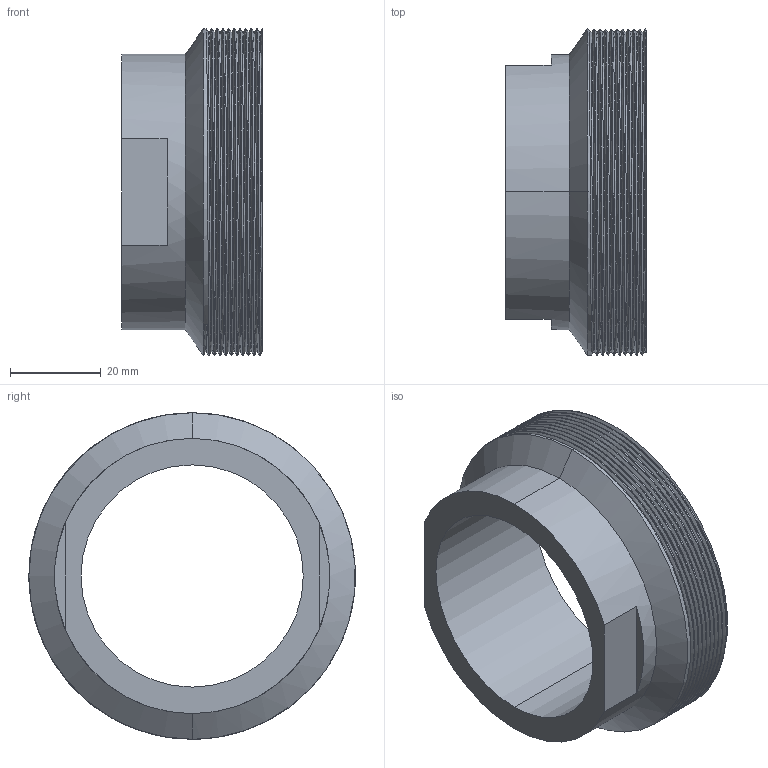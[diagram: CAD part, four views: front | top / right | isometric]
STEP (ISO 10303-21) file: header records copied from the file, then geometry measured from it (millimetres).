
FILE_DESCRIPTION (( 'STEP AP203' ), '1' );
FILE_NAME ('3D_R9366_40_17112350.STEP', '2024-08-20T07:21:46', ( '' ), ( '' ), 'SwSTEP 2.0', 'SolidWorks 2024', '' );
FILE_SCHEMA (( 'CONFIG_CONTROL_DESIGN' ));
Length unit declared in the file: millimetre
Products named in the file (1): 3D_R9366_40_17112350
Bounding box: 31 x 71.94 x 72 mm (x, y, z)
Volume: 47003.3 mm3; surface area: 16644.8 mm2
Topology: 1 solids, 1 shells, 38 faces, 104 edges, 68 vertices
Faces by surface type: cylinder 26, plane 7, bspline 3, cone 2
Entity records: 3200 total; most frequent: CARTESIAN_POINT 2301, ORIENTED_EDGE 208, DIRECTION 140, EDGE_CURVE 104, VERTEX_POINT 68, AXIS2_PLACEMENT_3D 52, EDGE_LOOP 40, ADVANCED_FACE 38
